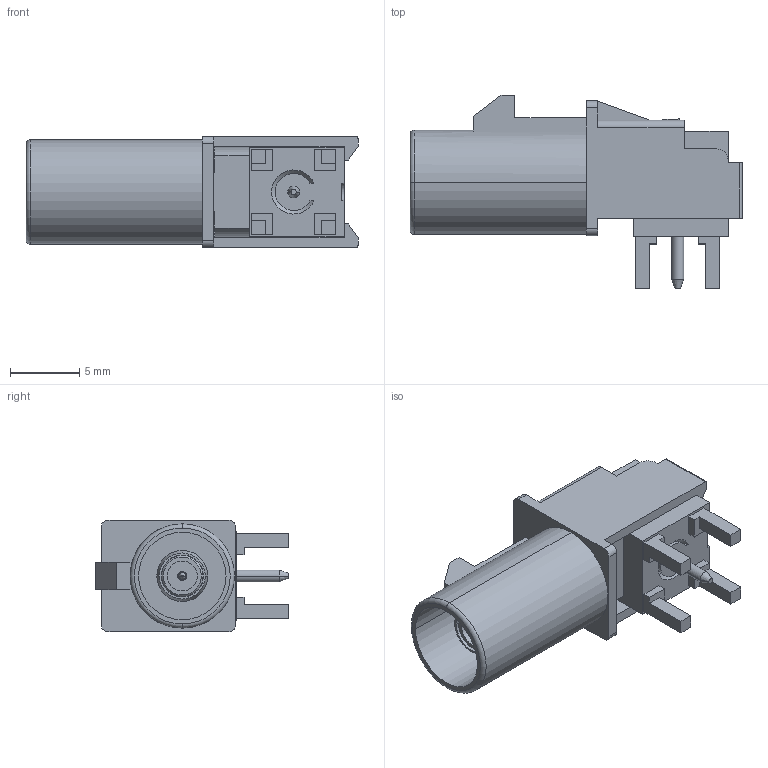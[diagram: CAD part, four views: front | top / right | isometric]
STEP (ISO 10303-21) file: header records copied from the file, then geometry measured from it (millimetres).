
FILE_DESCRIPTION((''),'2;1');
FILE_NAME('FA1-NZRP-PCB-8','2017-05-16T',('Lokesh'),(''),'PRO/ENGINEER BY PARAMETRIC TECHNOLOGY CORPORATION, 2014440','PRO/ENGINEER BY PARAMETRIC TECHNOLOGY CORPORATION, 2014440','');
FILE_SCHEMA(('CONFIG_CONTROL_DESIGN'));
Length unit declared in the file: millimetre
Products named in the file (1): FA1-NZRP-PCB-8
Bounding box: 23.9 x 13.9 x 8 mm (x, y, z)
Volume: 1022.6 mm3; surface area: 1491.1 mm2
Topology: 1 solids, 1 shells, 286 faces, 762 edges, 500 vertices
Faces by surface type: plane 237, cylinder 34, cone 13, torus 2
Entity records: 8807 total; most frequent: CARTESIAN_POINT 1554, ORIENTED_EDGE 1524, DIRECTION 1417, EDGE_CURVE 762, VECTOR 675, LINE 675, VERTEX_POINT 500, AXIS2_PLACEMENT_3D 371
